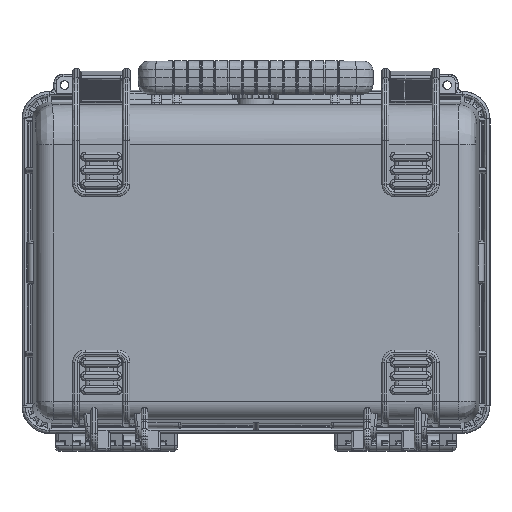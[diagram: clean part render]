
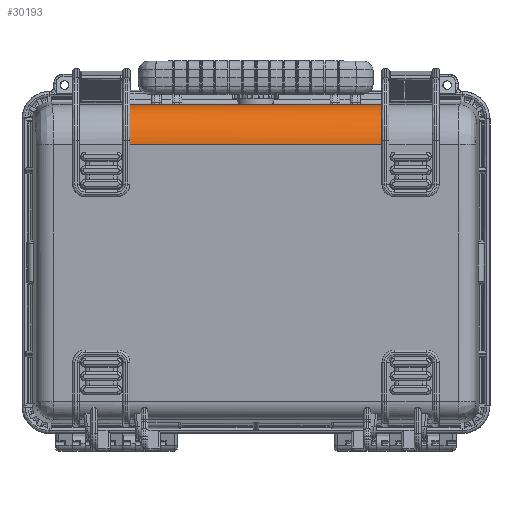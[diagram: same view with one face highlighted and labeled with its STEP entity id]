
A CAD part, front view. The second image highlights one B-rep face of the part: STEP entity #30193.
In plain terms, the highlighted cylindrical face has radius 35 mm (diameter 70 mm), a partial arc.
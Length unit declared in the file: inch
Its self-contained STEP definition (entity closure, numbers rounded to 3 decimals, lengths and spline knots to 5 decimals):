
#86 = CARTESIAN_POINT ( 'NONE',  ( 3.7126, 0., 17.10191 ) ) ;
#5680 = ORIENTED_EDGE ( 'NONE', *, *, #30425, .T. ) ;
#8520 = EDGE_LOOP ( 'NONE', ( #5680, #131923, #149955, #106090 ) ) ;
#10934 = CARTESIAN_POINT ( 'NONE',  ( 12.39764, 0., 17.10191 ) ) ;
#11658 = DIRECTION ( 'NONE',  ( 0., 0., -1. ) ) ;
#12188 = EDGE_CURVE ( 'NONE', #133666, #136756, #68469, .T. ) ;
#12639 = CARTESIAN_POINT ( 'NONE',  ( 12.39764, 0.27331, 17.93039 ) ) ;
#12641 = CARTESIAN_POINT ( 'NONE',  ( 3.7126, 0.66668, 18.28543 ) ) ;
#17327 = VERTEX_POINT ( 'NONE', #71525 ) ;
#19467 = AXIS2_PLACEMENT_3D ( 'NONE', #155183, #129383, #11658 ) ;
#25796 = CARTESIAN_POINT ( 'NONE',  ( 12.39764, 0.45281, 18.12696 ) ) ;
#25798 = CARTESIAN_POINT ( 'NONE',  ( 3.7126, 0.45281, 18.12696 ) ) ;
#30193 = ADVANCED_FACE ( 'NONE', ( #47799 ), #39611, .T. ) ;
#30425 = EDGE_CURVE ( 'NONE', #30857, #17327, #142427, .T. ) ;
#30857 = VERTEX_POINT ( 'NONE', #72920 ) ;
#31614 = LINE ( 'NONE', #141319, #166721 ) ;
#38421 = CARTESIAN_POINT ( 'NONE',  ( 12.39764, 0., 17.19059 ) ) ;
#38990 = CARTESIAN_POINT ( 'NONE',  ( 12.39764, 0.66668, 18.28543 ) ) ;
#38993 = CARTESIAN_POINT ( 'NONE',  ( 3.7126, 0.27331, 17.93039 ) ) ;
#39611 = CYLINDRICAL_SURFACE ( 'NONE', #19467, 1.37795 ) ;
#44349 = LINE ( 'NONE', #99960, #79106 ) ;
#47799 = FACE_OUTER_BOUND ( 'NONE', #8520, .T. ) ;
#48069 = DIRECTION ( 'NONE',  ( 1., 0., 0. ) ) ;
#51568 = CARTESIAN_POINT ( 'NONE',  ( 3.7126, 1.25323, 18.47707 ) ) ;
#52138 = CARTESIAN_POINT ( 'NONE',  ( 12.39764, 0.90699, 18.39991 ) ) ;
#52143 = CARTESIAN_POINT ( 'NONE',  ( 3.7126, 0.13487, 17.70304 ) ) ;
#64641 = CARTESIAN_POINT ( 'NONE',  ( 12.39764, 0., 17.10191 ) ) ;
#65207 = CARTESIAN_POINT ( 'NONE',  ( 12.39764, 1.1648, 18.46616 ) ) ;
#65209 = CARTESIAN_POINT ( 'NONE',  ( 3.7126, 0.04262, 17.45335 ) ) ;
#68469 = B_SPLINE_CURVE_WITH_KNOTS ( 'NONE', 3,
 ( #64641, #38421, #155600, #156167, #77797, #169362, #90905, #12639, #104029, #25796, #117209, #38990, #130388, #52138, #143543, #65207, #156726, #78375 ),
 .UNSPECIFIED., .F., .F.,
 ( 4, 2, 2, 2, 2, 2, 2, 2, 4 ),
 ( 0., 0.125, 0.25, 0.375, 0.5, 0.625, 0.75, 0.875, 1. ),
 .UNSPECIFIED. ) ;
#71525 = CARTESIAN_POINT ( 'NONE',  ( 3.7126, 0., 17.10191 ) ) ;
#72920 = CARTESIAN_POINT ( 'NONE',  ( 3.7126, 1.34188, 18.47939 ) ) ;
#77797 = CARTESIAN_POINT ( 'NONE',  ( 12.39764, 0.06807, 17.53873 ) ) ;
#77800 = CARTESIAN_POINT ( 'NONE',  ( 3.7126, 0.99168, 18.42759 ) ) ;
#78375 = CARTESIAN_POINT ( 'NONE',  ( 12.39764, 1.34188, 18.47939 ) ) ;
#78376 = CARTESIAN_POINT ( 'NONE',  ( 3.7126, 0., 17.19059 ) ) ;
#79106 = VECTOR ( 'NONE', #48069, 39.37008 ) ;
#90772 = EDGE_CURVE ( 'NONE', #17327, #133666, #44349, .T. ) ;
#90905 = CARTESIAN_POINT ( 'NONE',  ( 12.39764, 0.17622, 17.78196 ) ) ;
#90911 = CARTESIAN_POINT ( 'NONE',  ( 3.7126, 0.74449, 18.32883 ) ) ;
#99960 = CARTESIAN_POINT ( 'NONE',  ( 0.35827, 0., 17.10191 ) ) ;
#101801 = DIRECTION ( 'NONE',  ( 1., 0., 0. ) ) ;
#102805 = EDGE_CURVE ( 'NONE', #30857, #136756, #31614, .T. ) ;
#104029 = CARTESIAN_POINT ( 'NONE',  ( 12.39764, 0.32904, 17.99991 ) ) ;
#104032 = CARTESIAN_POINT ( 'NONE',  ( 3.7126, 0.52084, 18.18449 ) ) ;
#106090 = ORIENTED_EDGE ( 'NONE', *, *, #102805, .F. ) ;
#117209 = CARTESIAN_POINT ( 'NONE',  ( 12.39764, 0.52084, 18.18449 ) ) ;
#117211 = CARTESIAN_POINT ( 'NONE',  ( 3.7126, 0.32904, 17.99991 ) ) ;
#126003 = CARTESIAN_POINT ( 'NONE',  ( 12.39764, 1.34188, 18.47939 ) ) ;
#129383 = DIRECTION ( 'NONE',  ( 1., 0., 0. ) ) ;
#130388 = CARTESIAN_POINT ( 'NONE',  ( 12.39764, 0.74449, 18.32883 ) ) ;
#130391 = CARTESIAN_POINT ( 'NONE',  ( 3.7126, 0.17622, 17.78196 ) ) ;
#131923 = ORIENTED_EDGE ( 'NONE', *, *, #90772, .T. ) ;
#133666 = VERTEX_POINT ( 'NONE', #10934 ) ;
#136756 = VERTEX_POINT ( 'NONE', #126003 ) ;
#141319 = CARTESIAN_POINT ( 'NONE',  ( 0.35827, 1.34188, 18.47939 ) ) ;
#142427 = B_SPLINE_CURVE_WITH_KNOTS ( 'NONE', 3,
 ( #142965, #51568, #156169, #77800, #169364, #90911, #12641, #104032, #25798, #117211, #38993, #130391, #52143, #143546, #65209, #156728, #78376, #86 ),
 .UNSPECIFIED., .F., .F.,
 ( 4, 2, 2, 2, 2, 2, 2, 2, 4 ),
 ( 0., 0.125, 0.25, 0.375, 0.5, 0.625, 0.75, 0.875, 1. ),
 .UNSPECIFIED. ) ;
#142965 = CARTESIAN_POINT ( 'NONE',  ( 3.7126, 1.34188, 18.47939 ) ) ;
#143543 = CARTESIAN_POINT ( 'NONE',  ( 12.39764, 0.99168, 18.42759 ) ) ;
#143546 = CARTESIAN_POINT ( 'NONE',  ( 3.7126, 0.06807, 17.53873 ) ) ;
#149955 = ORIENTED_EDGE ( 'NONE', *, *, #12188, .T. ) ;
#155183 = CARTESIAN_POINT ( 'NONE',  ( 0.35827, 1.37795, 17.10191 ) ) ;
#155600 = CARTESIAN_POINT ( 'NONE',  ( 12.39764, 0.00859, 17.27928 ) ) ;
#156167 = CARTESIAN_POINT ( 'NONE',  ( 12.39764, 0.04262, 17.45335 ) ) ;
#156169 = CARTESIAN_POINT ( 'NONE',  ( 3.7126, 1.1648, 18.46616 ) ) ;
#156726 = CARTESIAN_POINT ( 'NONE',  ( 12.39764, 1.25323, 18.47707 ) ) ;
#156728 = CARTESIAN_POINT ( 'NONE',  ( 3.7126, 0.00859, 17.27928 ) ) ;
#166721 = VECTOR ( 'NONE', #101801, 39.37008 ) ;
#169362 = CARTESIAN_POINT ( 'NONE',  ( 12.39764, 0.13487, 17.70304 ) ) ;
#169364 = CARTESIAN_POINT ( 'NONE',  ( 3.7126, 0.90699, 18.39991 ) ) ;
